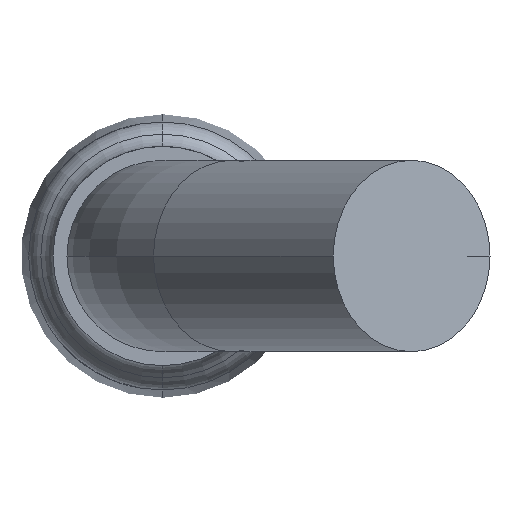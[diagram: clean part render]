
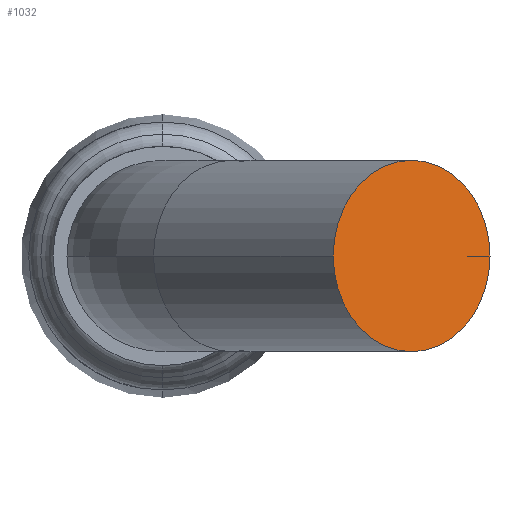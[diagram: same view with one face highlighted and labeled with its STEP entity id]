
A CAD part, front view. The second image highlights one B-rep face of the part: STEP entity #1032.
In plain terms, the highlighted planar face has unit normal (0.574, -0.819, 0).
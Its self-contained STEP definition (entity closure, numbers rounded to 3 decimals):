
#103 = ORIENTED_EDGE ( 'NONE', *, *, #2115, .F. ) ;
#133 = CARTESIAN_POINT ( 'NONE',  ( 0.715, -34.868, 0. ) ) ;
#601 = EDGE_LOOP ( 'NONE', ( #103, #2868 ) ) ;
#646 = AXIS2_PLACEMENT_3D ( 'NONE', #2324, #3040, #3006 ) ;
#958 = CARTESIAN_POINT ( 'NONE',  ( 0.49, -35.026, 0. ) ) ;
#1032 = ADVANCED_FACE ( 'Defeature ausgef�hrt5_3', ( #2887 ), #3381, .F. ) ;
#1196 = AXIS2_PLACEMENT_3D ( 'NONE', #133, #4412, #2392 ) ;
#1483 = CARTESIAN_POINT ( 'NONE',  ( 0.715, -34.868, 0. ) ) ;
#1516 = DIRECTION ( 'NONE',  ( -0.574, 0.819, 0. ) ) ;
#1594 = EDGE_CURVE ( 'Defeature ausgef�hrt5_0+Defeature ausgef�hrt5_3+Defeature ausgef�hrt5_3+Defeature ausgef�hrt5_3', #2165, #3679, #3439, .T. ) ;
#2115 = EDGE_CURVE ( 'Defeature ausgef�hrt5_0+Defeature ausgef�hrt5_3+Defeature ausgef�hrt5_3+Defeature ausgef�hrt5_3', #3679, #2165, #3098, .T. ) ;
#2165 = VERTEX_POINT ( 'NONE', #958 ) ;
#2232 = AXIS2_PLACEMENT_3D ( 'NONE', #1483, #1516, #2248 ) ;
#2248 = DIRECTION ( 'NONE',  ( 0., 0., 1. ) ) ;
#2324 = CARTESIAN_POINT ( 'NONE',  ( 0.715, -34.868, 0. ) ) ;
#2392 = DIRECTION ( 'NONE',  ( 0., 0., 1. ) ) ;
#2868 = ORIENTED_EDGE ( 'NONE', *, *, #1594, .F. ) ;
#2887 = FACE_OUTER_BOUND ( 'NONE', #601, .T. ) ;
#3006 = DIRECTION ( 'NONE',  ( 0., 0., 1. ) ) ;
#3040 = DIRECTION ( 'NONE',  ( -0.574, 0.819, 0. ) ) ;
#3098 = CIRCLE ( 'NONE', #2232, 0.275 ) ;
#3363 = CARTESIAN_POINT ( 'NONE',  ( 0.94, -34.71, 0. ) ) ;
#3381 = PLANE ( 'NONE',  #646 ) ;
#3439 = CIRCLE ( 'NONE', #1196, 0.275 ) ;
#3679 = VERTEX_POINT ( 'NONE', #3363 ) ;
#4412 = DIRECTION ( 'NONE',  ( -0.574, 0.819, 0. ) ) ;
